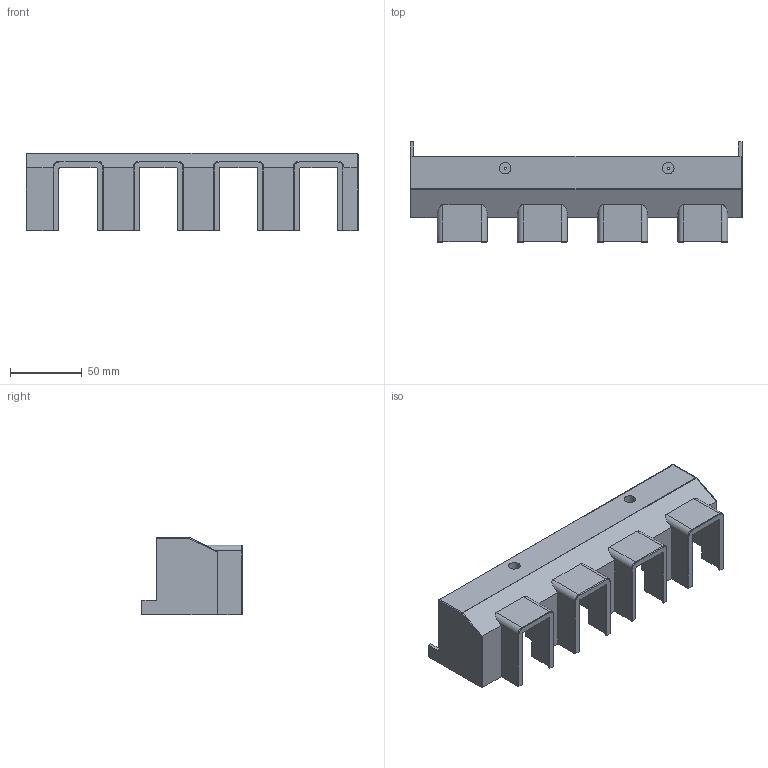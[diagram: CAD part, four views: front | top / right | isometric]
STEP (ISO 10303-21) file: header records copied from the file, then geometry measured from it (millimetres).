
FILE_DESCRIPTION((''),'2;1');
FILE_NAME('18350.stp','2022-03-28T13:35:59',('giuseppe'),(''),'Autodesk Inventor 2013','Autodesk Inventor 2013','');
FILE_SCHEMA(('AUTOMOTIVE_DESIGN { 1 0 10303 214 1 1 1 1 }'));
Length unit declared in the file: millimetre
Products named in the file (1): Parte2
Bounding box: 232 x 70 x 54 mm (x, y, z)
Volume: 75841.3 mm3; surface area: 73565.2 mm2
Topology: 1 solids, 1 shells, 179 faces, 489 edges, 314 vertices
Faces by surface type: plane 107, cylinder 54, torus 14, sphere 2, cone 2
Full cylindrical faces by diameter (mm): 1.5 x2, 8 x2
Entity records: 5837 total; most frequent: CARTESIAN_POINT 1041, DIRECTION 963, ORIENTED_EDGE 954, EDGE_CURVE 477, VECTOR 335, LINE 335, AXIS2_PLACEMENT_3D 314, VERTEX_POINT 312
